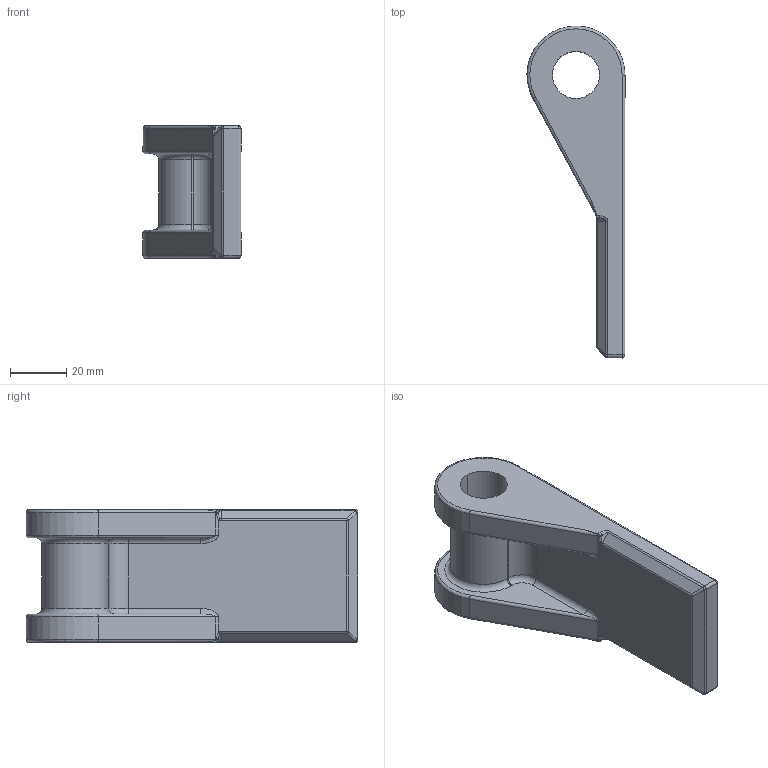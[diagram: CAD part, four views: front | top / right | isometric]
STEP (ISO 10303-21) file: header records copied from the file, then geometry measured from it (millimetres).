
FILE_DESCRIPTION (( 'STEP AP214' ), '1' );
FILE_NAME ('03046-Tailgate Hinge Gudgeon Plain Steel 16mm.STEP', '2019-12-12T20:24:38', ( '' ), ( '' ), 'SwSTEP 2.0', 'SolidWorks 2018', '' );
FILE_SCHEMA (( 'AUTOMOTIVE_DESIGN' ));
Length unit declared in the file: millimetre
Products named in the file (1): 03046-Tailgate Hinge Gudgeon Plain Steel 16mm
Bounding box: 34.8 x 117.8 x 47 mm (x, y, z)
Volume: 69671 mm3; surface area: 19558.1 mm2
Topology: 1 solids, 1 shells, 356 faces, 924 edges, 595 vertices
Faces by surface type: plane 169, bspline 126, cylinder 43, torus 10, sphere 8
Entity records: 17567 total; most frequent: CARTESIAN_POINT 9682, ORIENTED_EDGE 1844, DIRECTION 1219, EDGE_CURVE 922, VERTEX_POINT 595, VECTOR 571, LINE 571, EDGE_LOOP 385
